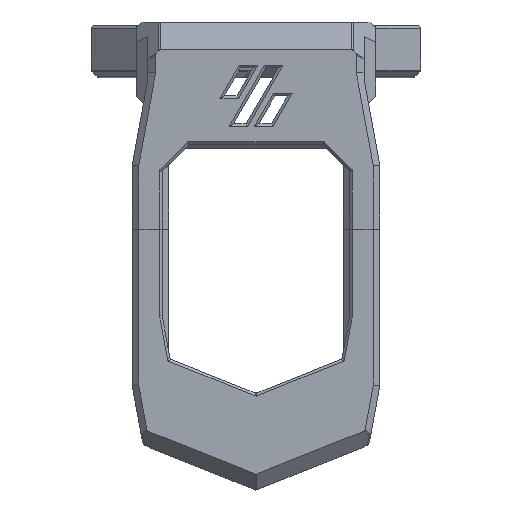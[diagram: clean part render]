
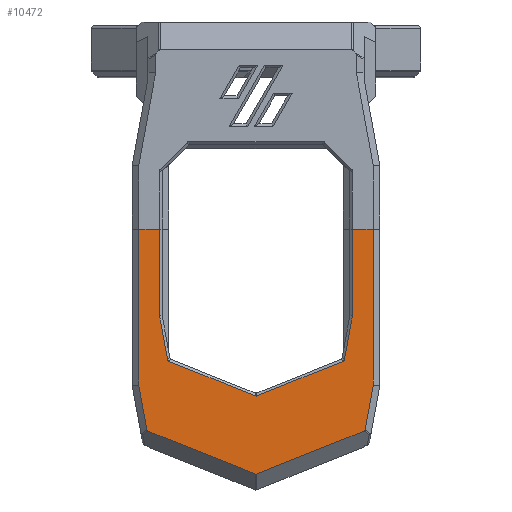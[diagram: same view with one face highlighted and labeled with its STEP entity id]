
A CAD part, front view. The second image highlights one B-rep face of the part: STEP entity #10472.
In plain terms, the highlighted planar face has unit normal (0, -1, 0).
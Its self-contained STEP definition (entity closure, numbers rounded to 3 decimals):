
#678=ELLIPSE('',#11065,0.567,0.4);
#691=ELLIPSE('',#11161,0.607,0.4);
#692=ELLIPSE('',#11162,0.588,0.4);
#693=ELLIPSE('',#11163,0.607,0.4);
#694=ELLIPSE('',#11164,0.567,0.4);
#695=ELLIPSE('',#11165,0.567,0.4);
#696=ELLIPSE('',#11166,0.607,0.4);
#697=ELLIPSE('',#11167,0.588,0.4);
#698=ELLIPSE('',#11168,0.607,0.4);
#699=ELLIPSE('',#11169,0.567,0.4);
#947=FACE_OUTER_BOUND('',#1538,.T.);
#1538=EDGE_LOOP('',(#7329,#7330,#7331,#7332,#7333,#7334,#7335,#7336,#7337,
#7338,#7339,#7340,#7341,#7342,#7343,#7344,#7345,#7346,#7347,#7348,#7349,
#7350,#7351,#7352));
#2091=LINE('',#15122,#3160);
#2105=LINE('',#15151,#3174);
#2115=LINE('',#15170,#3184);
#2143=LINE('',#15320,#3212);
#2160=LINE('',#15362,#3229);
#2303=LINE('',#15824,#3372);
#2304=LINE('',#15829,#3373);
#2305=LINE('',#15833,#3374);
#2306=LINE('',#15836,#3375);
#2307=LINE('',#15840,#3376);
#2308=LINE('',#15844,#3377);
#2309=LINE('',#15848,#3378);
#2310=LINE('',#15852,#3379);
#2311=LINE('',#15855,#3380);
#3160=VECTOR('',#12045,10.);
#3174=VECTOR('',#12061,10.);
#3184=VECTOR('',#12073,10.);
#3212=VECTOR('',#12149,10.);
#3229=VECTOR('',#12184,10.);
#3372=VECTOR('',#12525,10.);
#3373=VECTOR('',#12530,10.);
#3374=VECTOR('',#12533,10.);
#3375=VECTOR('',#12536,10.);
#3376=VECTOR('',#12539,10.);
#3377=VECTOR('',#12542,10.);
#3378=VECTOR('',#12545,10.);
#3379=VECTOR('',#12548,10.);
#3380=VECTOR('',#12551,10.);
#4229=VERTEX_POINT('',#15119);
#4230=VERTEX_POINT('',#15121);
#4243=VERTEX_POINT('',#15148);
#4244=VERTEX_POINT('',#15150);
#4252=VERTEX_POINT('',#15168);
#4290=VERTEX_POINT('',#15318);
#4305=VERTEX_POINT('',#15359);
#4306=VERTEX_POINT('',#15361);
#4312=VERTEX_POINT('',#15377);
#4448=VERTEX_POINT('',#15823);
#4449=VERTEX_POINT('',#15826);
#4450=VERTEX_POINT('',#15828);
#4451=VERTEX_POINT('',#15830);
#4452=VERTEX_POINT('',#15832);
#4453=VERTEX_POINT('',#15834);
#4454=VERTEX_POINT('',#15837);
#4455=VERTEX_POINT('',#15839);
#4456=VERTEX_POINT('',#15841);
#4457=VERTEX_POINT('',#15843);
#4458=VERTEX_POINT('',#15845);
#4459=VERTEX_POINT('',#15847);
#4460=VERTEX_POINT('',#15849);
#4461=VERTEX_POINT('',#15851);
#4462=VERTEX_POINT('',#15853);
#5254=EDGE_CURVE('',#4230,#4229,#2091,.T.);
#5268=EDGE_CURVE('',#4244,#4243,#2105,.T.);
#5278=EDGE_CURVE('',#4229,#4252,#2115,.T.);
#5324=EDGE_CURVE('',#4290,#4243,#2143,.T.);
#5344=EDGE_CURVE('',#4306,#4305,#2160,.T.);
#5353=EDGE_CURVE('',#4252,#4312,#678,.T.);
#5546=EDGE_CURVE('',#4312,#4448,#2303,.T.);
#5547=EDGE_CURVE('',#4448,#4306,#691,.T.);
#5548=EDGE_CURVE('',#4449,#4305,#692,.T.);
#5549=EDGE_CURVE('',#4450,#4449,#2304,.T.);
#5550=EDGE_CURVE('',#4451,#4450,#693,.T.);
#5551=EDGE_CURVE('',#4452,#4451,#2305,.T.);
#5552=EDGE_CURVE('',#4453,#4452,#694,.T.);
#5553=EDGE_CURVE('',#4244,#4453,#2306,.T.);
#5554=EDGE_CURVE('',#4454,#4290,#695,.T.);
#5555=EDGE_CURVE('',#4455,#4454,#2307,.T.);
#5556=EDGE_CURVE('',#4456,#4455,#696,.T.);
#5557=EDGE_CURVE('',#4457,#4456,#2308,.T.);
#5558=EDGE_CURVE('',#4458,#4457,#697,.T.);
#5559=EDGE_CURVE('',#4458,#4459,#2309,.T.);
#5560=EDGE_CURVE('',#4459,#4460,#698,.T.);
#5561=EDGE_CURVE('',#4460,#4461,#2310,.T.);
#5562=EDGE_CURVE('',#4461,#4462,#699,.T.);
#5563=EDGE_CURVE('',#4462,#4230,#2311,.T.);
#7329=ORIENTED_EDGE('',*,*,#5254,.T.);
#7330=ORIENTED_EDGE('',*,*,#5278,.T.);
#7331=ORIENTED_EDGE('',*,*,#5353,.T.);
#7332=ORIENTED_EDGE('',*,*,#5546,.T.);
#7333=ORIENTED_EDGE('',*,*,#5547,.T.);
#7334=ORIENTED_EDGE('',*,*,#5344,.T.);
#7335=ORIENTED_EDGE('',*,*,#5548,.F.);
#7336=ORIENTED_EDGE('',*,*,#5549,.F.);
#7337=ORIENTED_EDGE('',*,*,#5550,.F.);
#7338=ORIENTED_EDGE('',*,*,#5551,.F.);
#7339=ORIENTED_EDGE('',*,*,#5552,.F.);
#7340=ORIENTED_EDGE('',*,*,#5553,.F.);
#7341=ORIENTED_EDGE('',*,*,#5268,.T.);
#7342=ORIENTED_EDGE('',*,*,#5324,.F.);
#7343=ORIENTED_EDGE('',*,*,#5554,.F.);
#7344=ORIENTED_EDGE('',*,*,#5555,.F.);
#7345=ORIENTED_EDGE('',*,*,#5556,.F.);
#7346=ORIENTED_EDGE('',*,*,#5557,.F.);
#7347=ORIENTED_EDGE('',*,*,#5558,.F.);
#7348=ORIENTED_EDGE('',*,*,#5559,.T.);
#7349=ORIENTED_EDGE('',*,*,#5560,.T.);
#7350=ORIENTED_EDGE('',*,*,#5561,.T.);
#7351=ORIENTED_EDGE('',*,*,#5562,.T.);
#7352=ORIENTED_EDGE('',*,*,#5563,.T.);
#10136=PLANE('',#11160);
#10472=ADVANCED_FACE('',(#947),#10136,.F.);
#11065=AXIS2_PLACEMENT_3D('',#15379,#12198,#12199);
#11160=AXIS2_PLACEMENT_3D('',#15822,#12523,#12524);
#11161=AXIS2_PLACEMENT_3D('',#15825,#12526,#12527);
#11162=AXIS2_PLACEMENT_3D('',#15827,#12528,#12529);
#11163=AXIS2_PLACEMENT_3D('',#15831,#12531,#12532);
#11164=AXIS2_PLACEMENT_3D('',#15835,#12534,#12535);
#11165=AXIS2_PLACEMENT_3D('',#15838,#12537,#12538);
#11166=AXIS2_PLACEMENT_3D('',#15842,#12540,#12541);
#11167=AXIS2_PLACEMENT_3D('',#15846,#12543,#12544);
#11168=AXIS2_PLACEMENT_3D('',#15850,#12546,#12547);
#11169=AXIS2_PLACEMENT_3D('',#15854,#12549,#12550);
#12045=DIRECTION('',(-1.,0.,0.));
#12061=DIRECTION('',(-1.,0.,0.));
#12073=DIRECTION('',(0.,0.,-1.));
#12149=DIRECTION('',(0.,0.,1.));
#12184=DIRECTION('',(0.928,0.,-0.371));
#12198=DIRECTION('center_axis',(0.,-1.,0.));
#12199=DIRECTION('ref_axis',(-0.996,0.,-0.09));
#12523=DIRECTION('center_axis',(0.,1.,0.));
#12524=DIRECTION('ref_axis',(0.,0.,1.));
#12525=DIRECTION('',(0.179,0.,-0.984));
#12526=DIRECTION('center_axis',(0.,-1.,0.));
#12527=DIRECTION('ref_axis',(-0.774,0.,-0.633));
#12528=DIRECTION('center_axis',(0.,1.,0.));
#12529=DIRECTION('ref_axis',(0.,0.,
-1.));
#12530=DIRECTION('',(-0.928,0.,-0.371));
#12531=DIRECTION('center_axis',(0.,1.,0.));
#12532=DIRECTION('ref_axis',(0.774,0.,-0.633));
#12533=DIRECTION('',(-0.179,0.,-0.984));
#12534=DIRECTION('center_axis',(0.,1.,0.));
#12535=DIRECTION('ref_axis',(0.996,0.,-0.09));
#12536=DIRECTION('',(0.,0.,-1.));
#12537=DIRECTION('center_axis',(0.,-1.,0.));
#12538=DIRECTION('ref_axis',(0.996,0.,-0.09));
#12539=DIRECTION('',(0.179,0.,0.984));
#12540=DIRECTION('center_axis',(0.,-1.,0.));
#12541=DIRECTION('ref_axis',(0.774,0.,-0.633));
#12542=DIRECTION('',(0.928,0.,0.371));
#12543=DIRECTION('center_axis',(0.,-1.,0.));
#12544=DIRECTION('ref_axis',(0.,0.,
-1.));
#12545=DIRECTION('',(-0.928,0.,0.371));
#12546=DIRECTION('center_axis',(0.,1.,0.));
#12547=DIRECTION('ref_axis',(-0.774,0.,-0.633));
#12548=DIRECTION('',(-0.179,0.,0.984));
#12549=DIRECTION('center_axis',(0.,1.,0.));
#12550=DIRECTION('ref_axis',(-0.996,0.,-0.09));
#12551=DIRECTION('',(0.,0.,1.));
#15119=CARTESIAN_POINT('',(129.599,-156.63,86.258));
#15121=CARTESIAN_POINT('',(132.817,-156.63,86.258));
#15122=CARTESIAN_POINT('',(139.367,-156.63,86.258));
#15148=CARTESIAN_POINT('',(162.617,-156.63,86.258));
#15150=CARTESIAN_POINT('',(165.836,-156.63,86.258));
#15151=CARTESIAN_POINT('',(139.367,-156.63,86.258));
#15168=CARTESIAN_POINT('',(129.599,-156.63,62.176));
#15170=CARTESIAN_POINT('',(129.599,-156.63,73.661));
#15318=CARTESIAN_POINT('',(162.617,-156.63,72.905));
#15320=CARTESIAN_POINT('',(162.617,-156.63,68.443));
#15359=CARTESIAN_POINT('',(147.612,-156.63,48.427));
#15361=CARTESIAN_POINT('',(131.025,-156.63,55.064));
#15362=CARTESIAN_POINT('',(141.698,-156.63,50.793));
#15377=CARTESIAN_POINT('',(129.603,-156.63,62.126));
#15379=CARTESIAN_POINT('Origin',(130.164,-156.63,62.202));
#15822=CARTESIAN_POINT('Origin',(147.717,-156.63,80.972));
#15823=CARTESIAN_POINT('',(130.851,-156.63,55.276));
#15824=CARTESIAN_POINT('',(127.746,-156.63,72.321));
#15825=CARTESIAN_POINT('Origin',(131.38,-156.63,55.531));
#15826=CARTESIAN_POINT('',(147.822,-156.63,48.427));
#15827=CARTESIAN_POINT('Origin',(147.717,-156.63,48.994));
#15828=CARTESIAN_POINT('',(164.41,-156.63,55.064));
#15829=CARTESIAN_POINT('',(153.736,-156.63,50.793));
#15830=CARTESIAN_POINT('',(164.583,-156.63,55.276));
#15831=CARTESIAN_POINT('Origin',(164.054,-156.63,55.531));
#15832=CARTESIAN_POINT('',(165.831,-156.63,62.126));
#15833=CARTESIAN_POINT('',(167.689,-156.63,72.321));
#15834=CARTESIAN_POINT('',(165.836,-156.63,62.176));
#15835=CARTESIAN_POINT('Origin',(165.27,-156.63,62.202));
#15836=CARTESIAN_POINT('',(165.836,-156.63,82.161));
#15837=CARTESIAN_POINT('',(162.613,-156.63,72.854));
#15838=CARTESIAN_POINT('Origin',(162.051,-156.63,72.93));
#15839=CARTESIAN_POINT('',(161.376,-156.63,66.065));
#15840=CARTESIAN_POINT('',(162.476,-156.63,72.106));
#15841=CARTESIAN_POINT('',(161.202,-156.63,65.853));
#15842=CARTESIAN_POINT('Origin',(160.847,-156.63,66.32));
#15843=CARTESIAN_POINT('',(147.822,-156.63,60.5));
#15844=CARTESIAN_POINT('',(151.329,-156.63,61.903));
#15845=CARTESIAN_POINT('',(147.612,-156.63,60.5));
#15846=CARTESIAN_POINT('Origin',(147.717,-156.63,61.067));
#15847=CARTESIAN_POINT('',(134.232,-156.63,65.853));
#15848=CARTESIAN_POINT('',(144.105,-156.63,61.903));
#15849=CARTESIAN_POINT('',(134.059,-156.63,66.065));
#15850=CARTESIAN_POINT('Origin',(134.587,-156.63,66.32));
#15851=CARTESIAN_POINT('',(132.822,-156.63,72.854));
#15852=CARTESIAN_POINT('',(132.958,-156.63,72.106));
#15853=CARTESIAN_POINT('',(132.817,-156.63,72.905));
#15854=CARTESIAN_POINT('Origin',(133.383,-156.63,72.93));
#15855=CARTESIAN_POINT('',(132.817,-156.63,68.443));
